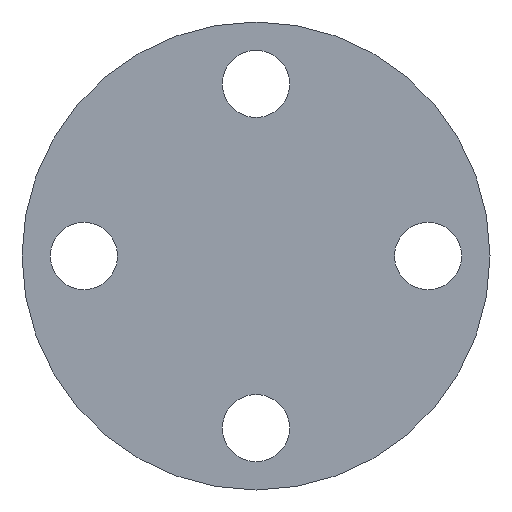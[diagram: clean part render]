
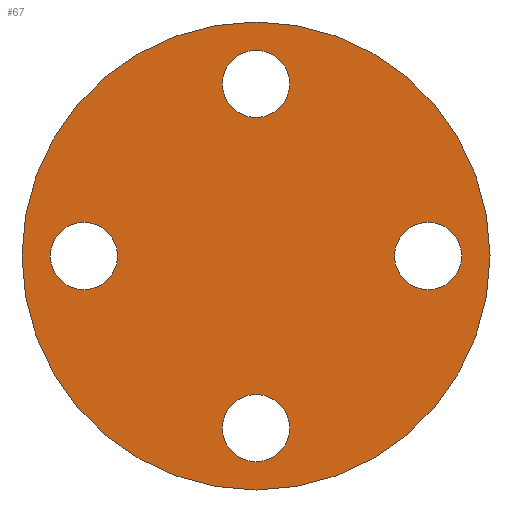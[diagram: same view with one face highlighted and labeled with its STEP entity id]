
A CAD part, front view. The second image highlights one B-rep face of the part: STEP entity #67.
In plain terms, the highlighted planar face has unit normal (0, -1, 0).
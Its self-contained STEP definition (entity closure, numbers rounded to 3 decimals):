
#4 = CIRCLE ( 'NONE', #327, 77.7 ) ;
#5 = CARTESIAN_POINT ( 'NONE',  ( 68.3, 0., 0. ) ) ;
#12 = EDGE_CURVE ( 'NONE', #198, #206, #498, .T. ) ;
#22 = DIRECTION ( 'NONE',  ( 1., 0., 0. ) ) ;
#28 = DIRECTION ( 'NONE',  ( 1., 0., 0. ) ) ;
#31 = EDGE_CURVE ( 'NONE', #228, #310, #148, .T. ) ;
#32 = DIRECTION ( 'NONE',  ( -1., 0., 0. ) ) ;
#36 = CARTESIAN_POINT ( 'NONE',  ( -57.15, 0., 0. ) ) ;
#44 = CARTESIAN_POINT ( 'NONE',  ( 0., 0., -57.15 ) ) ;
#54 = ORIENTED_EDGE ( 'NONE', *, *, #12, .F. ) ;
#64 = CARTESIAN_POINT ( 'NONE',  ( 0., 0., 0. ) ) ;
#67 = ADVANCED_FACE ( 'NONE', ( #245, #286, #531, #457, #116 ), #274, .T. ) ;
#77 = DIRECTION ( 'NONE',  ( 0., 1., 0. ) ) ;
#79 = AXIS2_PLACEMENT_3D ( 'NONE', #530, #91, #359 ) ;
#91 = DIRECTION ( 'NONE',  ( 0., -1., 0. ) ) ;
#98 = AXIS2_PLACEMENT_3D ( 'NONE', #132, #400, #388 ) ;
#99 = DIRECTION ( 'NONE',  ( -1., 0., 0. ) ) ;
#100 = ORIENTED_EDGE ( 'NONE', *, *, #386, .F. ) ;
#102 = CARTESIAN_POINT ( 'NONE',  ( 0., 0., 0. ) ) ;
#103 = CARTESIAN_POINT ( 'NONE',  ( -57.15, 0., 0. ) ) ;
#106 = DIRECTION ( 'NONE',  ( 0., -1., 0. ) ) ;
#108 = EDGE_CURVE ( 'NONE', #296, #481, #263, .T. ) ;
#111 = DIRECTION ( 'NONE',  ( 0., -1., 0. ) ) ;
#116 = FACE_OUTER_BOUND ( 'NONE', #402, .T. ) ;
#119 = DIRECTION ( 'NONE',  ( -1., 0., 0. ) ) ;
#127 = CARTESIAN_POINT ( 'NONE',  ( 0., 0., -68.3 ) ) ;
#132 = CARTESIAN_POINT ( 'NONE',  ( 57.15, 0., 0. ) ) ;
#148 = CIRCLE ( 'NONE', #79, 11.15 ) ;
#155 = ORIENTED_EDGE ( 'NONE', *, *, #314, .F. ) ;
#162 = AXIS2_PLACEMENT_3D ( 'NONE', #44, #474, #223 ) ;
#163 = CARTESIAN_POINT ( 'NONE',  ( -68.3, 0., 0. ) ) ;
#170 = DIRECTION ( 'NONE',  ( 0., -1., 0. ) ) ;
#176 = CARTESIAN_POINT ( 'NONE',  ( 0., 0., 68.3 ) ) ;
#192 = EDGE_LOOP ( 'NONE', ( #100, #54 ) ) ;
#198 = VERTEX_POINT ( 'NONE', #529 ) ;
#201 = VERTEX_POINT ( 'NONE', #491 ) ;
#206 = VERTEX_POINT ( 'NONE', #163 ) ;
#210 = CARTESIAN_POINT ( 'NONE',  ( -77.7, 0., 0. ) ) ;
#211 = CARTESIAN_POINT ( 'NONE',  ( 46., 0., 0. ) ) ;
#217 = EDGE_CURVE ( 'NONE', #396, #351, #4, .T. ) ;
#222 = EDGE_LOOP ( 'NONE', ( #432, #262 ) ) ;
#223 = DIRECTION ( 'NONE',  ( 0., 0., -1. ) ) ;
#226 = DIRECTION ( 'NONE',  ( 0., 0., 1. ) ) ;
#228 = VERTEX_POINT ( 'NONE', #258 ) ;
#245 = FACE_BOUND ( 'NONE', #192, .T. ) ;
#258 = CARTESIAN_POINT ( 'NONE',  ( 0., 0., -46. ) ) ;
#259 = EDGE_LOOP ( 'NONE', ( #366, #450 ) ) ;
#261 = CIRCLE ( 'NONE', #538, 11.15 ) ;
#262 = ORIENTED_EDGE ( 'NONE', *, *, #521, .F. ) ;
#263 = CIRCLE ( 'NONE', #340, 11.15 ) ;
#264 = DIRECTION ( 'NONE',  ( 0., -1., 0. ) ) ;
#274 = PLANE ( 'NONE',  #463 ) ;
#275 = DIRECTION ( 'NONE',  ( -1., 0., 0. ) ) ;
#284 = DIRECTION ( 'NONE',  ( 0., -1., 0. ) ) ;
#286 = FACE_BOUND ( 'NONE', #222, .T. ) ;
#292 = AXIS2_PLACEMENT_3D ( 'NONE', #103, #111, #275 ) ;
#293 = DIRECTION ( 'NONE',  ( 0., 0., 1. ) ) ;
#296 = VERTEX_POINT ( 'NONE', #211 ) ;
#310 = VERTEX_POINT ( 'NONE', #127 ) ;
#314 = EDGE_CURVE ( 'NONE', #351, #396, #430, .T. ) ;
#327 = AXIS2_PLACEMENT_3D ( 'NONE', #102, #369, #99 ) ;
#335 = EDGE_CURVE ( 'NONE', #492, #201, #261, .T. ) ;
#337 = ORIENTED_EDGE ( 'NONE', *, *, #217, .F. ) ;
#340 = AXIS2_PLACEMENT_3D ( 'NONE', #412, #284, #28 ) ;
#351 = VERTEX_POINT ( 'NONE', #210 ) ;
#359 = DIRECTION ( 'NONE',  ( 0., 0., -1. ) ) ;
#366 = ORIENTED_EDGE ( 'NONE', *, *, #469, .F. ) ;
#367 = CIRCLE ( 'NONE', #399, 11.15 ) ;
#369 = DIRECTION ( 'NONE',  ( 0., 1., 0. ) ) ;
#380 = DIRECTION ( 'NONE',  ( 0., -1., 0. ) ) ;
#386 = EDGE_CURVE ( 'NONE', #206, #198, #367, .T. ) ;
#388 = DIRECTION ( 'NONE',  ( 1., 0., 0. ) ) ;
#395 = CARTESIAN_POINT ( 'NONE',  ( 77.7, 0., 0. ) ) ;
#396 = VERTEX_POINT ( 'NONE', #395 ) ;
#399 = AXIS2_PLACEMENT_3D ( 'NONE', #36, #380, #32 ) ;
#400 = DIRECTION ( 'NONE',  ( 0., -1., 0. ) ) ;
#402 = EDGE_LOOP ( 'NONE', ( #155, #337 ) ) ;
#412 = CARTESIAN_POINT ( 'NONE',  ( 57.15, 0., 0. ) ) ;
#419 = EDGE_CURVE ( 'NONE', #481, #296, #435, .T. ) ;
#430 = CIRCLE ( 'NONE', #524, 77.7 ) ;
#432 = ORIENTED_EDGE ( 'NONE', *, *, #335, .F. ) ;
#435 = CIRCLE ( 'NONE', #98, 11.15 ) ;
#439 = ORIENTED_EDGE ( 'NONE', *, *, #108, .F. ) ;
#450 = ORIENTED_EDGE ( 'NONE', *, *, #31, .F. ) ;
#455 = CIRCLE ( 'NONE', #162, 11.15 ) ;
#457 = FACE_BOUND ( 'NONE', #259, .T. ) ;
#462 = CARTESIAN_POINT ( 'NONE',  ( 0., 0., 57.15 ) ) ;
#463 = AXIS2_PLACEMENT_3D ( 'NONE', #64, #106, #22 ) ;
#469 = EDGE_CURVE ( 'NONE', #310, #228, #455, .T. ) ;
#471 = AXIS2_PLACEMENT_3D ( 'NONE', #477, #264, #226 ) ;
#474 = DIRECTION ( 'NONE',  ( 0., -1., 0. ) ) ;
#477 = CARTESIAN_POINT ( 'NONE',  ( 0., 0., 57.15 ) ) ;
#481 = VERTEX_POINT ( 'NONE', #5 ) ;
#486 = EDGE_LOOP ( 'NONE', ( #513, #439 ) ) ;
#490 = CIRCLE ( 'NONE', #471, 11.15 ) ;
#491 = CARTESIAN_POINT ( 'NONE',  ( 0., 0., 46. ) ) ;
#492 = VERTEX_POINT ( 'NONE', #176 ) ;
#498 = CIRCLE ( 'NONE', #292, 11.15 ) ;
#505 = CARTESIAN_POINT ( 'NONE',  ( 0., 0., 0. ) ) ;
#513 = ORIENTED_EDGE ( 'NONE', *, *, #419, .F. ) ;
#521 = EDGE_CURVE ( 'NONE', #201, #492, #490, .T. ) ;
#524 = AXIS2_PLACEMENT_3D ( 'NONE', #505, #77, #119 ) ;
#529 = CARTESIAN_POINT ( 'NONE',  ( -46., 0., 0. ) ) ;
#530 = CARTESIAN_POINT ( 'NONE',  ( 0., 0., -57.15 ) ) ;
#531 = FACE_BOUND ( 'NONE', #486, .T. ) ;
#538 = AXIS2_PLACEMENT_3D ( 'NONE', #462, #170, #293 ) ;
